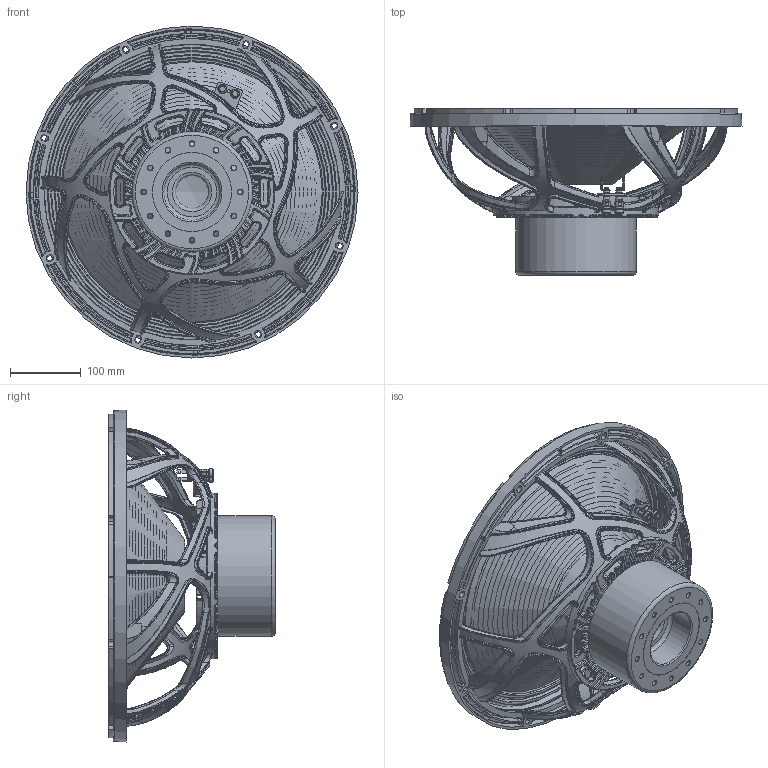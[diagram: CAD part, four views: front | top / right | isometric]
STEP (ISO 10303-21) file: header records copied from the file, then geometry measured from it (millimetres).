
FILE_DESCRIPTION (( 'STEP AP203' ), '1' );
FILE_NAME ('099 3D.STEP', '2023-05-17T13:07:02', ( '' ), ( '' ), 'SwSTEP 2.0', 'SolidWorks 2020', '' );
FILE_SCHEMA (( 'CONFIG_CONTROL_DESIGN' ));
Length unit declared in the file: millimetre
Products named in the file (1): 099 3D
Bounding box: 467.89 x 234.4 x 467.89 mm (x, y, z)
Surface area: 910635.1 mm2 (no closed solid volume)
Topology: 0 solids, 27 shells, 2520 faces, 8056 edges, 5295 vertices
Faces by surface type: bspline 1255, torus 494, plane 300, cone 274, cylinder 135, sphere 62
Full cylindrical faces by diameter (mm): 2 x4, 4.2 x1, 5 x6, 6 x1, 6.5 x2, 7 x12, 8 x2, 9.4 x4, 9.6 x2, 11.2 x2, 11.4 x2, 12.8 x2, 80 x1, 111.6 x1, 170 x1, 352 x1, 367 x1, 438.159 x1
Entity records: 179832 total; most frequent: CARTESIAN_POINT 122063, ORIENTED_EDGE 12841, DIRECTION 9183, EDGE_CURVE 7868, VERTEX_POINT 5253, AXIS2_PLACEMENT_3D 4163, B_SPLINE_CURVE_WITH_KNOTS 4066, CIRCLE 2897
